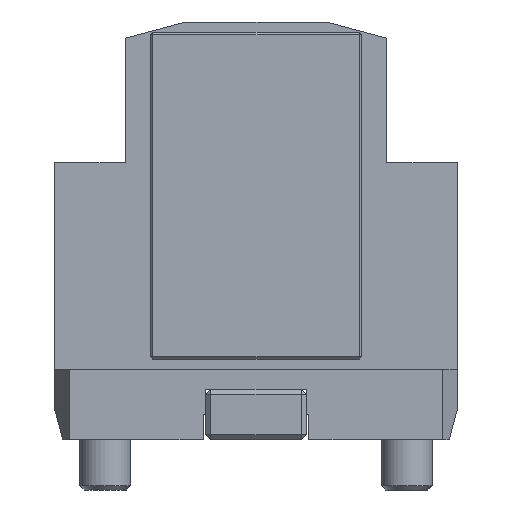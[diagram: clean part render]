
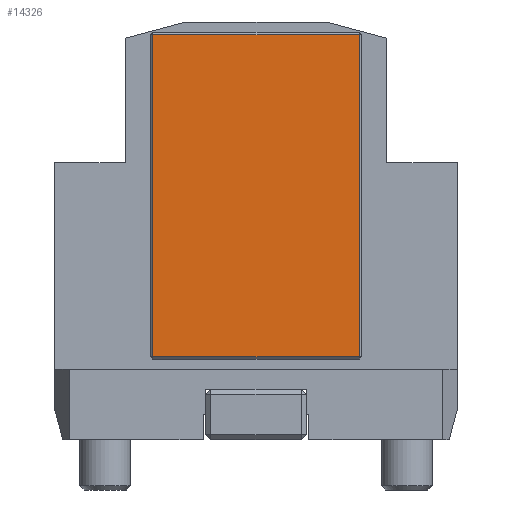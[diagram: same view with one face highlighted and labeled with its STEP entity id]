
A CAD part, front view. The second image highlights one B-rep face of the part: STEP entity #14326.
In plain terms, the highlighted planar face has unit normal (0, -1, 0).
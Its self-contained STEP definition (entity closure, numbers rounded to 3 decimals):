
#8 = LINE ( 'NONE', #6475, #10469 ) ;
#141 = CARTESIAN_POINT ( 'NONE',  ( 79.272, -105.84, 14.291 ) ) ;
#644 = CARTESIAN_POINT ( 'NONE',  ( 38.272, -105.84, 57.791 ) ) ;
#1048 = ORIENTED_EDGE ( 'NONE', *, *, #12378, .T. ) ;
#1981 = DIRECTION ( 'NONE',  ( 0., 1., 0. ) ) ;
#2179 = ORIENTED_EDGE ( 'NONE', *, *, #2860, .T. ) ;
#2345 = DIRECTION ( 'NONE',  ( 0., 0., -1. ) ) ;
#2860 = EDGE_CURVE ( 'NONE', #15147, #8437, #5216, .T. ) ;
#3468 = VERTEX_POINT ( 'NONE', #141 ) ;
#3572 = DIRECTION ( 'NONE',  ( -1., 0., 0. ) ) ;
#3780 = PLANE ( 'NONE',  #16592 ) ;
#5070 = FACE_OUTER_BOUND ( 'NONE', #13838, .T. ) ;
#5216 = LINE ( 'NONE', #644, #9128 ) ;
#6475 = CARTESIAN_POINT ( 'NONE',  ( 58.772, -105.84, 78.291 ) ) ;
#6754 = DIRECTION ( 'NONE',  ( 0., 0., 1. ) ) ;
#6796 = CARTESIAN_POINT ( 'NONE',  ( 38.272, -105.84, 14.291 ) ) ;
#6930 = EDGE_CURVE ( 'NONE', #10981, #15147, #8, .T. ) ;
#7593 = VECTOR ( 'NONE', #15113, 1000. ) ;
#8437 = VERTEX_POINT ( 'NONE', #6796 ) ;
#8618 = CARTESIAN_POINT ( 'NONE',  ( 58.772, -105.84, 14.291 ) ) ;
#9128 = VECTOR ( 'NONE', #2345, 1000. ) ;
#9722 = CARTESIAN_POINT ( 'NONE',  ( 79.272, -105.84, 57.791 ) ) ;
#10032 = CARTESIAN_POINT ( 'NONE',  ( 58.772, -105.84, 57.791 ) ) ;
#10204 = LINE ( 'NONE', #8618, #7593 ) ;
#10469 = VECTOR ( 'NONE', #19417, 1000. ) ;
#10981 = VERTEX_POINT ( 'NONE', #12850 ) ;
#12378 = EDGE_CURVE ( 'NONE', #8437, #3468, #10204, .T. ) ;
#12850 = CARTESIAN_POINT ( 'NONE',  ( 79.272, -105.84, 78.291 ) ) ;
#13373 = ORIENTED_EDGE ( 'NONE', *, *, #14302, .T. ) ;
#13838 = EDGE_LOOP ( 'NONE', ( #1048, #13373, #19422, #2179 ) ) ;
#14302 = EDGE_CURVE ( 'NONE', #3468, #10981, #17800, .T. ) ;
#14326 = ADVANCED_FACE ( 'Defeature completata1_36', ( #5070 ), #3780, .F. ) ;
#15113 = DIRECTION ( 'NONE',  ( 1., 0., 0. ) ) ;
#15147 = VERTEX_POINT ( 'NONE', #20987 ) ;
#16592 = AXIS2_PLACEMENT_3D ( 'NONE', #10032, #1981, #3572 ) ;
#16922 = VECTOR ( 'NONE', #6754, 1000. ) ;
#17800 = LINE ( 'NONE', #9722, #16922 ) ;
#19417 = DIRECTION ( 'NONE',  ( -1., 0., 0. ) ) ;
#19422 = ORIENTED_EDGE ( 'NONE', *, *, #6930, .T. ) ;
#20987 = CARTESIAN_POINT ( 'NONE',  ( 38.272, -105.84, 78.291 ) ) ;
